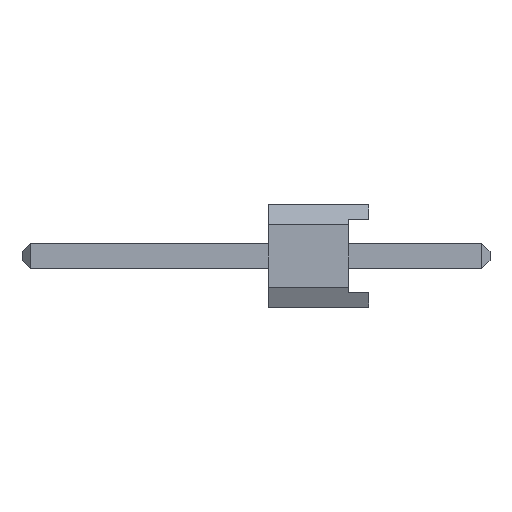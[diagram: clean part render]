
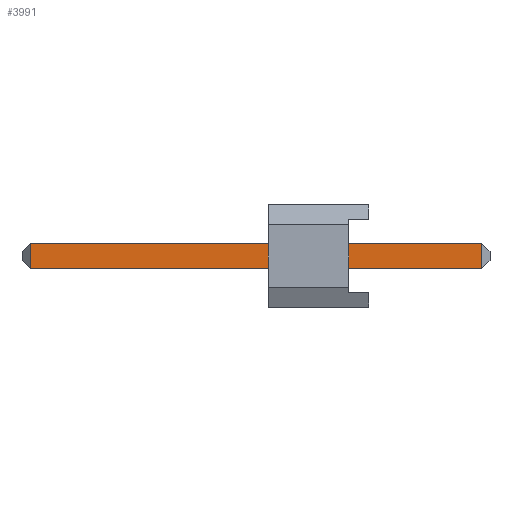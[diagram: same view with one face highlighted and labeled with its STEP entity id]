
A CAD part, left-side view. The second image highlights one B-rep face of the part: STEP entity #3991.
In plain terms, the highlighted planar face has unit normal (-1, 0, 0).
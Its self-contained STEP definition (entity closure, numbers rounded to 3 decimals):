
#78=FACE_OUTER_BOUND('',#282,.T.);
#282=EDGE_LOOP('',(#2499,#2500,#2501,#2502));
#510=LINE('',#5429,#1054);
#513=LINE('',#5436,#1057);
#514=LINE('',#5437,#1058);
#515=LINE('',#5438,#1059);
#1054=VECTOR('',#4453,1000.);
#1057=VECTOR('',#4458,1000.);
#1058=VECTOR('',#4459,1000.);
#1059=VECTOR('',#4460,1000.);
#1595=VERTEX_POINT('',#5422);
#1597=VERTEX_POINT('',#5428);
#1599=VERTEX_POINT('',#5434);
#1600=VERTEX_POINT('',#5435);
#1950=EDGE_CURVE('',#1595,#1597,#510,.T.);
#1953=EDGE_CURVE('',#1599,#1600,#513,.T.);
#1954=EDGE_CURVE('',#1600,#1597,#514,.T.);
#1955=EDGE_CURVE('',#1595,#1599,#515,.T.);
#2499=ORIENTED_EDGE('',*,*,#1953,.T.);
#2500=ORIENTED_EDGE('',*,*,#1954,.T.);
#2501=ORIENTED_EDGE('',*,*,#1950,.F.);
#2502=ORIENTED_EDGE('',*,*,#1955,.T.);
#3578=PLANE('',#4226);
#3991=ADVANCED_FACE('',(#78),#3578,.F.);
#4226=AXIS2_PLACEMENT_3D('',#5433,#4456,#4457);
#4453=DIRECTION('',(0.,0.,-1.));
#4456=DIRECTION('center_axis',(1.,0.,0.));
#4457=DIRECTION('ref_axis',(0.,0.,-1.));
#4458=DIRECTION('',(0.,0.,-1.));
#4459=DIRECTION('',(0.,-1.,0.));
#4460=DIRECTION('',(0.,1.,0.));
#5422=CARTESIAN_POINT('',(-4.13,-0.32,5.57));
#5428=CARTESIAN_POINT('',(-4.13,-0.32,-5.63));
#5429=CARTESIAN_POINT('',(-4.13,-0.32,5.77));
#5433=CARTESIAN_POINT('Origin',(-4.13,-0.32,5.77));
#5434=CARTESIAN_POINT('',(-4.13,0.32,5.57));
#5435=CARTESIAN_POINT('',(-4.13,0.32,-5.63));
#5436=CARTESIAN_POINT('',(-4.13,0.32,5.77));
#5437=CARTESIAN_POINT('',(-4.13,-0.32,-5.63));
#5438=CARTESIAN_POINT('',(-4.13,-0.32,5.57));
